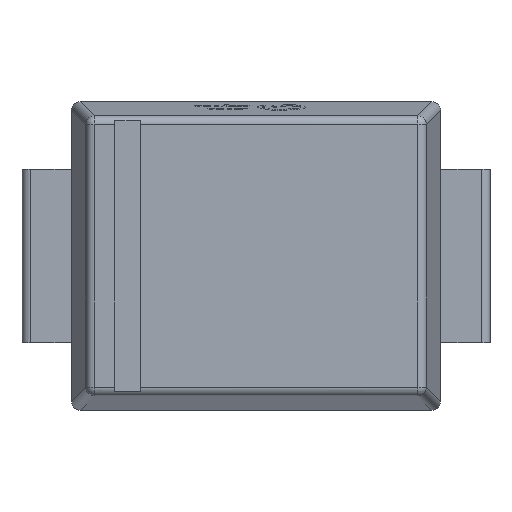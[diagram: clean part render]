
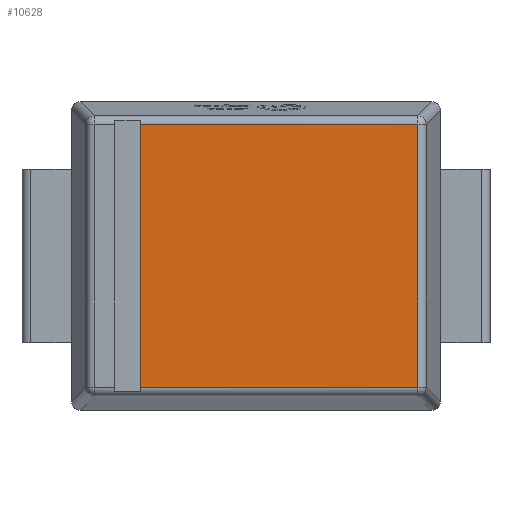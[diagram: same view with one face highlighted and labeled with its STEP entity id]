
A CAD part, top view. The second image highlights one B-rep face of the part: STEP entity #10628.
In plain terms, the highlighted planar face has unit normal (0, 0, 1).
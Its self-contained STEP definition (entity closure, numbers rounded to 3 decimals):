
#135 = EDGE_LOOP ( 'NONE', ( #1363, #7444, #13701, #6802 ) ) ;
#680 = CARTESIAN_POINT ( 'NONE',  ( -1.332, 1.517, 2.287 ) ) ;
#1363 = ORIENTED_EDGE ( 'NONE', *, *, #3280, .F. ) ;
#3280 = EDGE_CURVE ( 'NONE', #6925, #8663, #7967, .T. ) ;
#3506 = DIRECTION ( 'NONE',  ( 0., 1., 0. ) ) ;
#3710 = CARTESIAN_POINT ( 'NONE',  ( 0., 0., 2.287 ) ) ;
#3982 = VECTOR ( 'NONE', #6257, 1000. ) ;
#4282 = LINE ( 'NONE', #4691, #13442 ) ;
#4691 = CARTESIAN_POINT ( 'NONE',  ( 0., -1.517, 2.287 ) ) ;
#5080 = EDGE_CURVE ( 'NONE', #6925, #12512, #4282, .T. ) ;
#5152 = LINE ( 'NONE', #10745, #3982 ) ;
#5290 = EDGE_CURVE ( 'NONE', #12512, #10072, #12443, .T. ) ;
#6257 = DIRECTION ( 'NONE',  ( -1., 0., 0. ) ) ;
#6290 = FACE_OUTER_BOUND ( 'NONE', #135, .T. ) ;
#6802 = ORIENTED_EDGE ( 'NONE', *, *, #9061, .T. ) ;
#6925 = VERTEX_POINT ( 'NONE', #12699 ) ;
#7444 = ORIENTED_EDGE ( 'NONE', *, *, #5080, .T. ) ;
#7744 = DIRECTION ( 'NONE',  ( 0., 1., 0. ) ) ;
#7967 = LINE ( 'NONE', #13478, #13537 ) ;
#8164 = DIRECTION ( 'NONE',  ( 0., 0., 1. ) ) ;
#8663 = VERTEX_POINT ( 'NONE', #680 ) ;
#8818 = CARTESIAN_POINT ( 'NONE',  ( 1.867, 0., 2.287 ) ) ;
#9061 = EDGE_CURVE ( 'NONE', #10072, #8663, #5152, .T. ) ;
#9568 = CARTESIAN_POINT ( 'NONE',  ( 1.867, -1.517, 2.287 ) ) ;
#9751 = CARTESIAN_POINT ( 'NONE',  ( 1.867, 1.517, 2.287 ) ) ;
#10072 = VERTEX_POINT ( 'NONE', #9751 ) ;
#10205 = DIRECTION ( 'NONE',  ( 1., 0., 0. ) ) ;
#10628 = ADVANCED_FACE ( 'NONE', ( #6290 ), #10643, .T. ) ;
#10643 = PLANE ( 'NONE',  #10757 ) ;
#10745 = CARTESIAN_POINT ( 'NONE',  ( 0., 1.517, 2.287 ) ) ;
#10757 = AXIS2_PLACEMENT_3D ( 'NONE', #3710, #8164, #10205 ) ;
#12118 = VECTOR ( 'NONE', #7744, 1000. ) ;
#12443 = LINE ( 'NONE', #8818, #12118 ) ;
#12512 = VERTEX_POINT ( 'NONE', #9568 ) ;
#12699 = CARTESIAN_POINT ( 'NONE',  ( -1.332, -1.517, 2.287 ) ) ;
#13294 = DIRECTION ( 'NONE',  ( 1., 0., 0. ) ) ;
#13442 = VECTOR ( 'NONE', #13294, 1000. ) ;
#13478 = CARTESIAN_POINT ( 'NONE',  ( -1.332, 2.152, 2.287 ) ) ;
#13537 = VECTOR ( 'NONE', #3506, 1000. ) ;
#13701 = ORIENTED_EDGE ( 'NONE', *, *, #5290, .T. ) ;
